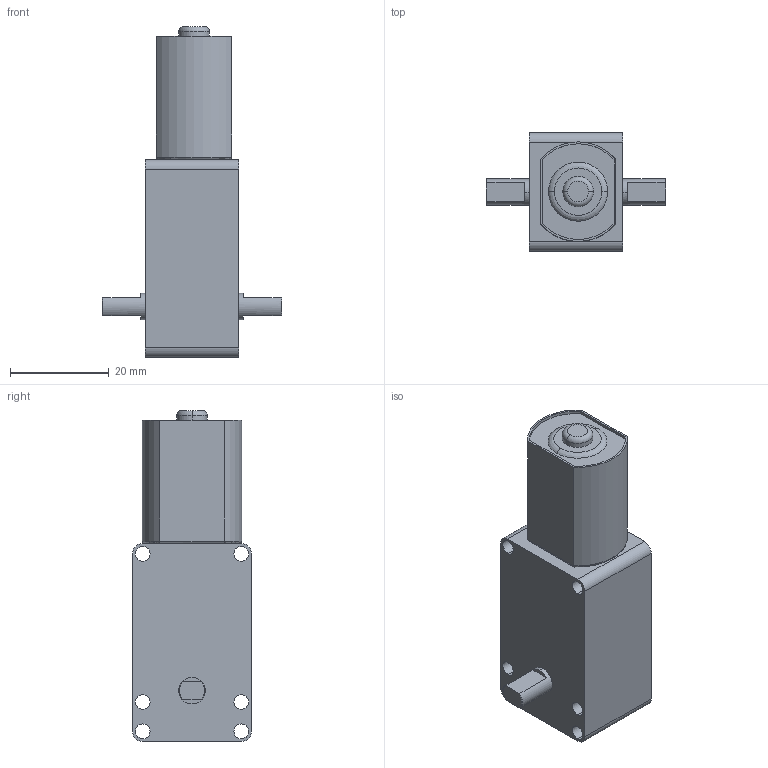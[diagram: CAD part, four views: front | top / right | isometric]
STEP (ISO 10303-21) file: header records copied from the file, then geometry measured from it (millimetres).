
FILE_DESCRIPTION (( 'STEP AP214' ), '1' );
FILE_NAME ('MTT-MG001.STEP', '2025-11-27T17:51:24', ( '' ), ( '' ), 'SwSTEP 2.0', 'SolidWorks 2025', '' );
FILE_SCHEMA (( 'AUTOMOTIVE_DESIGN' ));
Length unit declared in the file: millimetre
Products named in the file (1): MTT-MG001
Bounding box: 36.4 x 24.1 x 67.14 mm (x, y, z)
Volume: 24711.2 mm3; surface area: 7217.4 mm2
Topology: 1 solids, 1 shells, 62 faces, 156 edges, 102 vertices
Faces by surface type: cylinder 28, plane 24, torus 6, cone 4
Entity records: 2637 total; most frequent: CARTESIAN_POINT 365, DIRECTION 346, ORIENTED_EDGE 312, EDGE_CURVE 156, AXIS2_PLACEMENT_3D 139, VERTEX_POINT 102, EDGE_LOOP 80, CIRCLE 76
